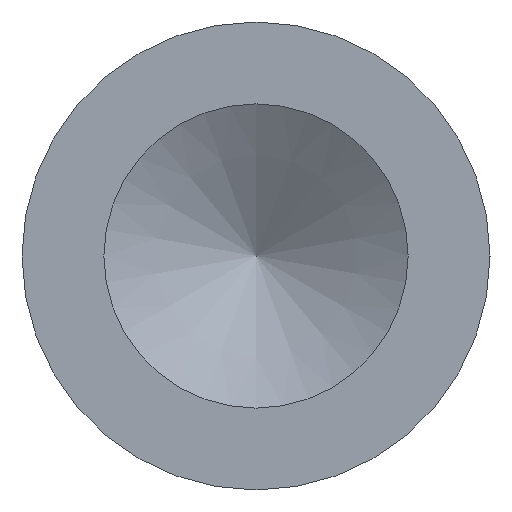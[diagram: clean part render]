
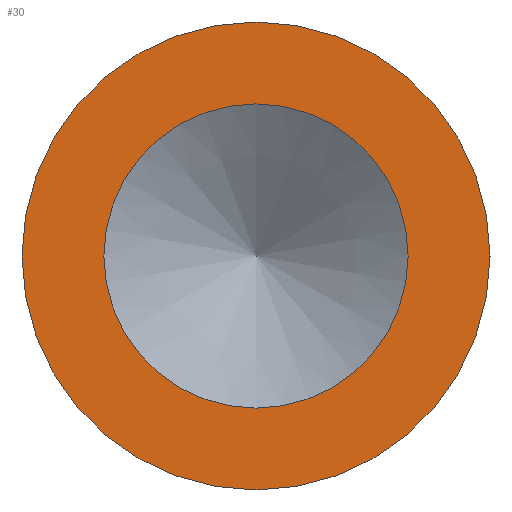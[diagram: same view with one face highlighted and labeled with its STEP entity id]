
A CAD part, left-side view. The second image highlights one B-rep face of the part: STEP entity #30.
In plain terms, the highlighted planar face has unit normal (-1, 0, 0).
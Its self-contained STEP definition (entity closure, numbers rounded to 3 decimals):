
#7 = CIRCLE ( 'NONE', #37, 5. ) ;
#10 = EDGE_LOOP ( 'NONE', ( #12 ) ) ;
#12 = ORIENTED_EDGE ( 'NONE', *, *, #122, .T. ) ;
#13 = DIRECTION ( 'NONE',  ( -1., 0., 0. ) ) ;
#29 = CIRCLE ( 'NONE', #157, 3.25 ) ;
#30 = ADVANCED_FACE ( 'NONE', ( #143, #182 ), #46, .T. ) ;
#31 = CARTESIAN_POINT ( 'NONE',  ( -9., 0., 0. ) ) ;
#33 = DIRECTION ( 'NONE',  ( 0., 0., 1. ) ) ;
#37 = AXIS2_PLACEMENT_3D ( 'NONE', #31, #110, #111 ) ;
#46 = PLANE ( 'NONE',  #60 ) ;
#60 = AXIS2_PLACEMENT_3D ( 'NONE', #65, #13, #82 ) ;
#65 = CARTESIAN_POINT ( 'NONE',  ( -9., 0., 0. ) ) ;
#70 = VERTEX_POINT ( 'NONE', #71 ) ;
#71 = CARTESIAN_POINT ( 'NONE',  ( -9., 0., 3.25 ) ) ;
#82 = DIRECTION ( 'NONE',  ( 0., 0., 1. ) ) ;
#89 = EDGE_CURVE ( 'NONE', #70, #70, #29, .T. ) ;
#93 = EDGE_LOOP ( 'NONE', ( #127 ) ) ;
#103 = CARTESIAN_POINT ( 'NONE',  ( -9., 0., 5. ) ) ;
#110 = DIRECTION ( 'NONE',  ( -1., 0., 0. ) ) ;
#111 = DIRECTION ( 'NONE',  ( 0., 0., 1. ) ) ;
#122 = EDGE_CURVE ( 'NONE', #150, #150, #7, .T. ) ;
#127 = ORIENTED_EDGE ( 'NONE', *, *, #89, .T. ) ;
#143 = FACE_BOUND ( 'NONE', #93, .T. ) ;
#144 = DIRECTION ( 'NONE',  ( 1., 0., 0. ) ) ;
#150 = VERTEX_POINT ( 'NONE', #103 ) ;
#157 = AXIS2_PLACEMENT_3D ( 'NONE', #165, #144, #33 ) ;
#165 = CARTESIAN_POINT ( 'NONE',  ( -9., 0., 0. ) ) ;
#182 = FACE_OUTER_BOUND ( 'NONE', #10, .T. ) ;
